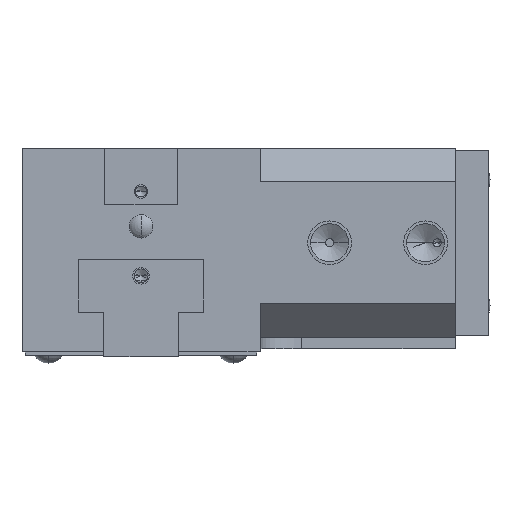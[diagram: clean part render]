
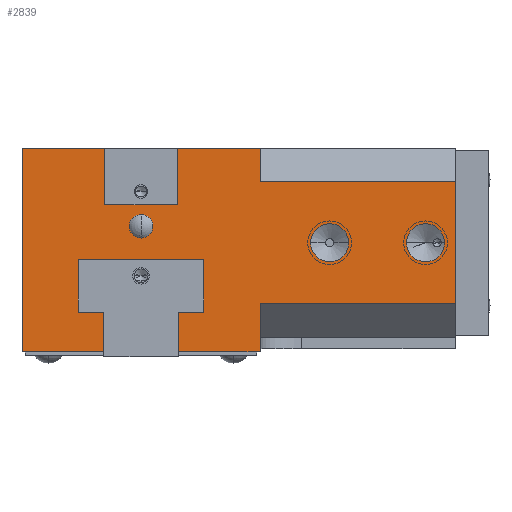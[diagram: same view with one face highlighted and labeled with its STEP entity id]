
A CAD part, left-side view. The second image highlights one B-rep face of the part: STEP entity #2839.
In plain terms, the highlighted planar face has unit normal (-1, 0, 0).
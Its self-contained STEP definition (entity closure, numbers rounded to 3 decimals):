
#2=CARTESIAN_POINT('',(-95.,0.,-23.5));
#3=DIRECTION('',(1.,0.,0.));
#4=DIRECTION('',(0.,0.,-1.));
#5=AXIS2_PLACEMENT_3D('',#2,#3,#4);
#7=CARTESIAN_POINT('',(-95.,0.,-23.5));
#8=DIRECTION('',(1.,0.,0.));
#9=DIRECTION('',(0.,0.,1.));
#10=AXIS2_PLACEMENT_3D('',#7,#8,#9);
#12=CARTESIAN_POINT('',(-95.,-57.,-28.5));
#13=DIRECTION('',(-1.,0.,0.));
#14=DIRECTION('',(0.,1.,0.));
#15=AXIS2_PLACEMENT_3D('',#12,#13,#14);
#17=CARTESIAN_POINT('',(-95.,-57.,-28.5));
#18=DIRECTION('',(-1.,0.,0.));
#19=DIRECTION('',(0.,-1.,0.));
#20=AXIS2_PLACEMENT_3D('',#17,#18,#19);
#22=CARTESIAN_POINT('',(-95.,-86.,-28.5));
#23=DIRECTION('',(-1.,0.,0.));
#24=DIRECTION('',(0.,1.,0.));
#25=AXIS2_PLACEMENT_3D('',#22,#23,#24);
#27=CARTESIAN_POINT('',(-95.,-86.,-28.5));
#28=DIRECTION('',(-1.,0.,0.));
#29=DIRECTION('',(0.,-1.,0.));
#30=AXIS2_PLACEMENT_3D('',#27,#28,#29);
#32=DIRECTION('',(0.,-1.,0.));
#33=VECTOR('',#32,59.);
#34=CARTESIAN_POINT('',(-95.,-36.,-10.));
#35=LINE('',#34,#33);
#36=DIRECTION('',(0.,1.,0.));
#37=VECTOR('',#36,59.);
#38=CARTESIAN_POINT('',(-95.,-95.,-47.));
#39=LINE('',#38,#37);
#40=DIRECTION('',(0.,1.,0.));
#41=VECTOR('',#40,24.75);
#42=CARTESIAN_POINT('',(-95.,-36.,-61.5));
#43=LINE('',#42,#41);
#44=DIRECTION('',(0.,0.,1.));
#45=VECTOR('',#44,12.);
#46=CARTESIAN_POINT('',(-95.,-11.25,-61.5));
#47=LINE('',#46,#45);
#48=DIRECTION('',(0.,-1.,0.));
#49=VECTOR('',#48,7.75);
#50=CARTESIAN_POINT('',(-95.,-11.25,-49.5));
#51=LINE('',#50,#49);
#52=DIRECTION('',(0.,0.,1.));
#53=VECTOR('',#52,16.);
#54=CARTESIAN_POINT('',(-95.,-19.,-49.5));
#55=LINE('',#54,#53);
#56=DIRECTION('',(0.,1.,0.));
#57=VECTOR('',#56,38.);
#58=CARTESIAN_POINT('',(-95.,-19.,-33.5));
#59=LINE('',#58,#57);
#60=DIRECTION('',(0.,0.,-1.));
#61=VECTOR('',#60,16.);
#62=CARTESIAN_POINT('',(-95.,19.,-33.5));
#63=LINE('',#62,#61);
#64=DIRECTION('',(0.,-1.,0.));
#65=VECTOR('',#64,7.75);
#66=CARTESIAN_POINT('',(-95.,19.,-49.5));
#67=LINE('',#66,#65);
#68=DIRECTION('',(0.,0.,-1.));
#69=VECTOR('',#68,12.);
#70=CARTESIAN_POINT('',(-95.,11.25,-49.5));
#71=LINE('',#70,#69);
#72=DIRECTION('',(0.,1.,0.));
#73=VECTOR('',#72,24.75);
#74=CARTESIAN_POINT('',(-95.,11.25,-61.5));
#75=LINE('',#74,#73);
#76=DIRECTION('',(0.,0.,1.));
#77=VECTOR('',#76,61.5);
#78=CARTESIAN_POINT('',(-95.,36.,-61.5));
#79=LINE('',#78,#77);
#80=DIRECTION('',(0.,-1.,0.));
#81=VECTOR('',#80,25.);
#82=CARTESIAN_POINT('',(-95.,36.,0.));
#83=LINE('',#82,#81);
#84=DIRECTION('',(0.,0.,-1.));
#85=VECTOR('',#84,17.);
#86=CARTESIAN_POINT('',(-95.,11.,0.));
#87=LINE('',#86,#85);
#88=DIRECTION('',(0.,-1.,0.));
#89=VECTOR('',#88,22.);
#90=CARTESIAN_POINT('',(-95.,11.,-17.));
#91=LINE('',#90,#89);
#92=DIRECTION('',(0.,0.,-1.));
#93=VECTOR('',#92,17.);
#94=CARTESIAN_POINT('',(-95.,-11.,0.));
#95=LINE('',#94,#93);
#96=DIRECTION('',(0.,-1.,0.));
#97=VECTOR('',#96,25.);
#98=CARTESIAN_POINT('',(-95.,-11.,0.));
#99=LINE('',#98,#97);
#100=DIRECTION('',(0.,0.,-1.));
#101=VECTOR('',#100,10.);
#102=CARTESIAN_POINT('',(-95.,-36.,0.));
#103=LINE('',#102,#101);
#815=DIRECTION('',(0.,0.,1.));
#816=VECTOR('',#815,14.5);
#817=CARTESIAN_POINT('',(-95.,-36.,-61.5));
#818=LINE('',#817,#816);
#935=DIRECTION('',(0.,0.,1.));
#936=VECTOR('',#935,37.);
#937=CARTESIAN_POINT('',(-95.,-95.,-47.));
#938=LINE('',#937,#936);
#2150=CARTESIAN_POINT('',(-95.,-36.,-61.5));
#2151=CARTESIAN_POINT('',(-95.,-11.25,-61.5));
#2152=VERTEX_POINT('',#2150);
#2153=VERTEX_POINT('',#2151);
#2154=CARTESIAN_POINT('',(-95.,-11.25,-49.5));
#2155=VERTEX_POINT('',#2154);
#2156=CARTESIAN_POINT('',(-95.,-19.,-49.5));
#2157=VERTEX_POINT('',#2156);
#2158=CARTESIAN_POINT('',(-95.,-19.,-33.5));
#2159=VERTEX_POINT('',#2158);
#2160=CARTESIAN_POINT('',(-95.,19.,-33.5));
#2161=VERTEX_POINT('',#2160);
#2162=CARTESIAN_POINT('',(-95.,19.,-49.5));
#2163=VERTEX_POINT('',#2162);
#2164=CARTESIAN_POINT('',(-95.,11.25,-49.5));
#2165=VERTEX_POINT('',#2164);
#2166=CARTESIAN_POINT('',(-95.,11.25,-61.5));
#2167=VERTEX_POINT('',#2166);
#2168=CARTESIAN_POINT('',(-95.,36.,-61.5));
#2169=VERTEX_POINT('',#2168);
#2170=CARTESIAN_POINT('',(-95.,36.,0.));
#2171=VERTEX_POINT('',#2170);
#2214=CARTESIAN_POINT('',(-95.,11.,-17.));
#2215=VERTEX_POINT('',#2214);
#2216=CARTESIAN_POINT('',(-95.,-11.,-17.));
#2217=VERTEX_POINT('',#2216);
#2222=CARTESIAN_POINT('',(-95.,11.,0.));
#2223=VERTEX_POINT('',#2222);
#2224=CARTESIAN_POINT('',(-95.,-11.,0.));
#2225=VERTEX_POINT('',#2224);
#2493=CARTESIAN_POINT('',(-95.,0.,-27.071));
#2495=VERTEX_POINT('',#2493);
#2496=CARTESIAN_POINT('',(-95.,0.,-19.929));
#2497=VERTEX_POINT('',#2496);
#2674=CARTESIAN_POINT('',(-95.,-51.25,-28.5));
#2675=CARTESIAN_POINT('',(-95.,-62.75,-28.5));
#2676=VERTEX_POINT('',#2674);
#2677=VERTEX_POINT('',#2675);
#2692=CARTESIAN_POINT('',(-95.,-80.25,-28.5));
#2693=VERTEX_POINT('',#2692);
#2694=CARTESIAN_POINT('',(-95.,-91.75,-28.5));
#2695=VERTEX_POINT('',#2694);
#2740=CARTESIAN_POINT('',(-95.,-95.,-47.));
#2741=CARTESIAN_POINT('',(-95.,-36.,-47.));
#2742=VERTEX_POINT('',#2740);
#2743=VERTEX_POINT('',#2741);
#2749=CARTESIAN_POINT('',(-95.,-36.,-10.));
#2751=VERTEX_POINT('',#2749);
#2752=CARTESIAN_POINT('',(-95.,-95.,-10.));
#2753=VERTEX_POINT('',#2752);
#2756=CARTESIAN_POINT('',(-95.,-36.,0.));
#2757=VERTEX_POINT('',#2756);
#2774=CARTESIAN_POINT('',(-95.,0.,0.));
#2775=DIRECTION('',(1.,0.,0.));
#2776=DIRECTION('',(0.,-1.,0.));
#2777=AXIS2_PLACEMENT_3D('',#2774,#2775,#2776);
#2778=PLANE('',#2777);
#2780=ORIENTED_EDGE('',*,*,#2779,.T.);
#2782=ORIENTED_EDGE('',*,*,#2781,.F.);
#2784=ORIENTED_EDGE('',*,*,#2783,.T.);
#2786=ORIENTED_EDGE('',*,*,#2785,.F.);
#2788=ORIENTED_EDGE('',*,*,#2787,.T.);
#2790=ORIENTED_EDGE('',*,*,#2789,.T.);
#2792=ORIENTED_EDGE('',*,*,#2791,.T.);
#2794=ORIENTED_EDGE('',*,*,#2793,.T.);
#2796=ORIENTED_EDGE('',*,*,#2795,.T.);
#2798=ORIENTED_EDGE('',*,*,#2797,.T.);
#2800=ORIENTED_EDGE('',*,*,#2799,.T.);
#2802=ORIENTED_EDGE('',*,*,#2801,.T.);
#2804=ORIENTED_EDGE('',*,*,#2803,.T.);
#2806=ORIENTED_EDGE('',*,*,#2805,.T.);
#2808=ORIENTED_EDGE('',*,*,#2807,.T.);
#2810=ORIENTED_EDGE('',*,*,#2809,.T.);
#2812=ORIENTED_EDGE('',*,*,#2811,.T.);
#2814=ORIENTED_EDGE('',*,*,#2813,.F.);
#2816=ORIENTED_EDGE('',*,*,#2815,.T.);
#2818=ORIENTED_EDGE('',*,*,#2817,.T.);
#2819=EDGE_LOOP('',(#2780,#2782,#2784,#2786,#2788,#2790,#2792,#2794,#2796,#2798,
#2800,#2802,#2804,#2806,#2808,#2810,#2812,#2814,#2816,#2818));
#2820=FACE_OUTER_BOUND('',#2819,.F.);
#2822=ORIENTED_EDGE('',*,*,#2821,.T.);
#2824=ORIENTED_EDGE('',*,*,#2823,.T.);
#2825=EDGE_LOOP('',(#2822,#2824));
#2826=FACE_BOUND('',#2825,.F.);
#2828=ORIENTED_EDGE('',*,*,#2827,.T.);
#2830=ORIENTED_EDGE('',*,*,#2829,.T.);
#2831=EDGE_LOOP('',(#2828,#2830));
#2832=FACE_BOUND('',#2831,.F.);
#2834=ORIENTED_EDGE('',*,*,#2833,.F.);
#2836=ORIENTED_EDGE('',*,*,#2835,.F.);
#2837=EDGE_LOOP('',(#2834,#2836));
#2838=FACE_BOUND('',#2837,.F.);
#6=CIRCLE('',#5,3.571);
#11=CIRCLE('',#10,3.571);
#16=CIRCLE('',#15,5.75);
#21=CIRCLE('',#20,5.75);
#26=CIRCLE('',#25,5.75);
#31=CIRCLE('',#30,5.75);
#2779=EDGE_CURVE('',#2751,#2753,#35,.T.);
#2781=EDGE_CURVE('',#2742,#2753,#938,.T.);
#2783=EDGE_CURVE('',#2742,#2743,#39,.T.);
#2785=EDGE_CURVE('',#2152,#2743,#818,.T.);
#2787=EDGE_CURVE('',#2152,#2153,#43,.T.);
#2789=EDGE_CURVE('',#2153,#2155,#47,.T.);
#2791=EDGE_CURVE('',#2155,#2157,#51,.T.);
#2793=EDGE_CURVE('',#2157,#2159,#55,.T.);
#2795=EDGE_CURVE('',#2159,#2161,#59,.T.);
#2797=EDGE_CURVE('',#2161,#2163,#63,.T.);
#2799=EDGE_CURVE('',#2163,#2165,#67,.T.);
#2801=EDGE_CURVE('',#2165,#2167,#71,.T.);
#2803=EDGE_CURVE('',#2167,#2169,#75,.T.);
#2805=EDGE_CURVE('',#2169,#2171,#79,.T.);
#2807=EDGE_CURVE('',#2171,#2223,#83,.T.);
#2809=EDGE_CURVE('',#2223,#2215,#87,.T.);
#2811=EDGE_CURVE('',#2215,#2217,#91,.T.);
#2813=EDGE_CURVE('',#2225,#2217,#95,.T.);
#2815=EDGE_CURVE('',#2225,#2757,#99,.T.);
#2817=EDGE_CURVE('',#2757,#2751,#103,.T.);
#2821=EDGE_CURVE('',#2676,#2677,#16,.T.);
#2823=EDGE_CURVE('',#2677,#2676,#21,.T.);
#2827=EDGE_CURVE('',#2693,#2695,#26,.T.);
#2829=EDGE_CURVE('',#2695,#2693,#31,.T.);
#2833=EDGE_CURVE('',#2495,#2497,#6,.T.);
#2835=EDGE_CURVE('',#2497,#2495,#11,.T.);
#2839=ADVANCED_FACE('',(#2820,#2826,#2832,#2838),#2778,.F.);
